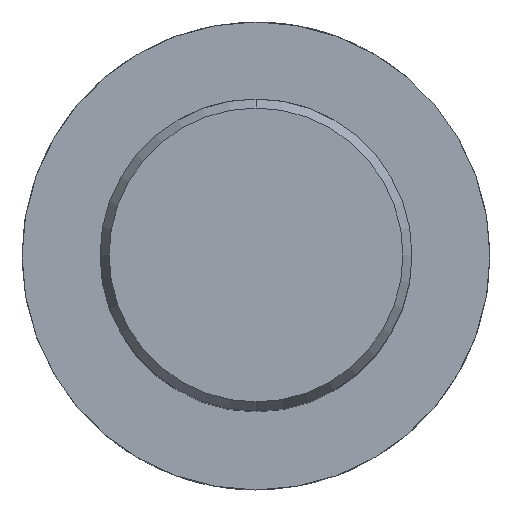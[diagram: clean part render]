
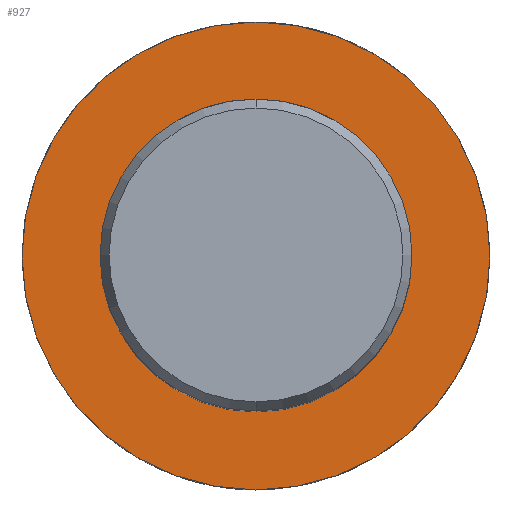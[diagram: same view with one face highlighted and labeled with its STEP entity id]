
A CAD part, top view. The second image highlights one B-rep face of the part: STEP entity #927.
In plain terms, the highlighted planar face has unit normal (0, 0, 1).
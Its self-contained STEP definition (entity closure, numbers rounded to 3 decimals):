
#455=EDGE_CURVE('',#1161,#967,#1253,.T.);
#849=VERTEX_POINT('',#1679);
#927=ADVANCED_FACE('',(#1769,#1770),#1771,.T.);
#957=EDGE_CURVE('',#1007,#849,#1805,.T.);
#967=VERTEX_POINT('',#1817);
#1007=VERTEX_POINT('',#1862);
#1027=EDGE_CURVE('',#849,#1007,#1883,.T.);
#1131=EDGE_CURVE('',#967,#1161,#1992,.T.);
#1161=VERTEX_POINT('',#2026);
#1253=CIRCLE('',#2186,20.0);
#1679=CARTESIAN_POINT('',(0.,-30.0,-70.0));
#1769=FACE_BOUND('',#4277,.T.);
#1770=FACE_OUTER_BOUND('',#4278,.T.);
#1771=PLANE('',#4279);
#1805=CIRCLE('',#4340,30.0);
#1817=CARTESIAN_POINT('',(0.0,20.0,-70.0));
#1862=CARTESIAN_POINT('',(0.0,30.0,-70.0));
#1883=CIRCLE('',#4505,30.0);
#1992=CIRCLE('',#4793,20.0);
#2026=CARTESIAN_POINT('',(0.,-20.0,-70.0));
#2186=AXIS2_PLACEMENT_3D('',#5514,#5515,#5516);
#4277=EDGE_LOOP('',(#6075,#6076));
#4278=EDGE_LOOP('',(#6077,#6078));
#4279=AXIS2_PLACEMENT_3D('',#6079,#6080,#6081);
#4340=AXIS2_PLACEMENT_3D('',#6122,#6123,#6124);
#4505=AXIS2_PLACEMENT_3D('',#6244,#6245,#6246);
#4793=AXIS2_PLACEMENT_3D('',#6328,#6329,#6330);
#5514=CARTESIAN_POINT('',(0.0,0.0,-70.0));
#5515=DIRECTION('',(-0.0,0.0,-1.0));
#5516=DIRECTION('',(0.0,1.0,0.0));
#6075=ORIENTED_EDGE('',*,*,#1131,.T.);
#6076=ORIENTED_EDGE('',*,*,#455,.T.);
#6077=ORIENTED_EDGE('',*,*,#957,.F.);
#6078=ORIENTED_EDGE('',*,*,#1027,.F.);
#6079=CARTESIAN_POINT('',(0.0,15.0,-70.0));
#6080=DIRECTION('',(-0.0,0.0,1.0));
#6081=DIRECTION('',(0.0,-1.0,0.0));
#6122=CARTESIAN_POINT('',(0.0,0.0,-70.0));
#6123=DIRECTION('',(0.0,0.0,-1.0));
#6124=DIRECTION('',(0.0,1.0,0.0));
#6244=CARTESIAN_POINT('',(0.0,0.0,-70.0));
#6245=DIRECTION('',(0.0,0.0,-1.0));
#6246=DIRECTION('',(0.0,1.0,0.0));
#6328=CARTESIAN_POINT('',(0.0,0.0,-70.0));
#6329=DIRECTION('',(-0.0,0.0,-1.0));
#6330=DIRECTION('',(0.0,1.0,0.0));
